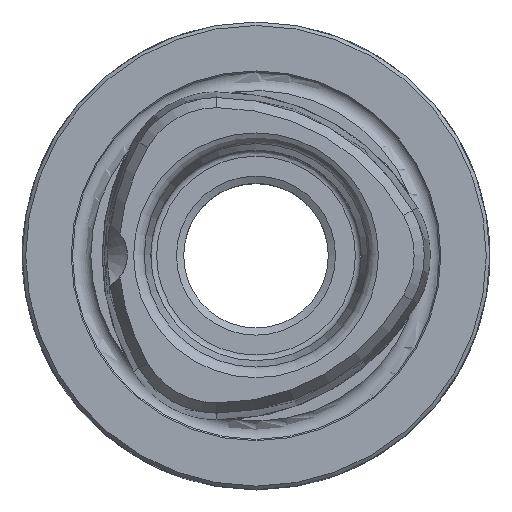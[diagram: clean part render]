
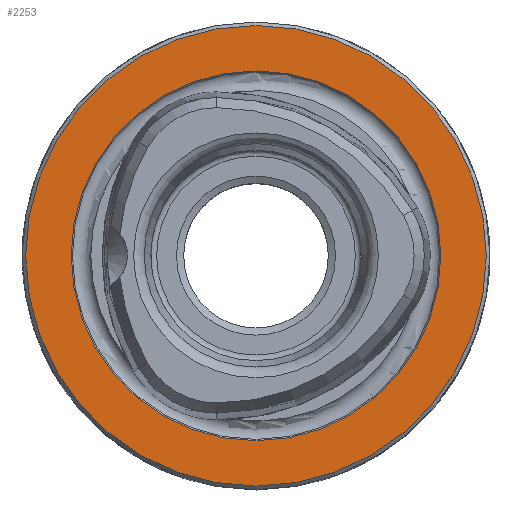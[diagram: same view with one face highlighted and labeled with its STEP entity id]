
A CAD part, top view. The second image highlights one B-rep face of the part: STEP entity #2253.
In plain terms, the highlighted planar face has unit normal (0, 0, 1).
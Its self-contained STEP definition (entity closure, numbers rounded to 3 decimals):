
#229=PLANE('',#2445);
#530=ORIENTED_EDGE('',*,*,#835,.T.);
#531=ORIENTED_EDGE('',*,*,#834,.F.);
#834=EDGE_CURVE('',#1001,#1001,#1089,.T.);
#835=EDGE_CURVE('',#1002,#1002,#1090,.T.);
#1001=VERTEX_POINT('',#3609);
#1002=VERTEX_POINT('',#3612);
#1089=CIRCLE('',#2444,15.814);
#1090=CIRCLE('',#2446,19.7);
#1186=EDGE_LOOP('',(#530));
#1187=EDGE_LOOP('',(#531));
#1335=FACE_BOUND('',#1186,.T.);
#1336=FACE_BOUND('',#1187,.T.);
#2253=ADVANCED_FACE('',(#1335,#1336),#229,.T.);
#2444=AXIS2_PLACEMENT_3D('',#3608,#2809,#2810);
#2445=AXIS2_PLACEMENT_3D('',#3610,#2811,#2812);
#2446=AXIS2_PLACEMENT_3D('',#3611,#2813,#2814);
#2809=DIRECTION('',(0.,0.,1.));
#2810=DIRECTION('',(1.,0.,0.));
#2811=DIRECTION('',(0.,0.,1.));
#2812=DIRECTION('',(1.,0.,0.));
#2813=DIRECTION('',(0.,0.,1.));
#2814=DIRECTION('',(1.,0.,0.));
#3608=CARTESIAN_POINT('',(0.,0.,0.));
#3609=CARTESIAN_POINT('',(15.814,0.,0.));
#3610=CARTESIAN_POINT('',(15.5,0.,0.));
#3611=CARTESIAN_POINT('',(0.,0.,0.));
#3612=CARTESIAN_POINT('',(19.7,0.,0.));
